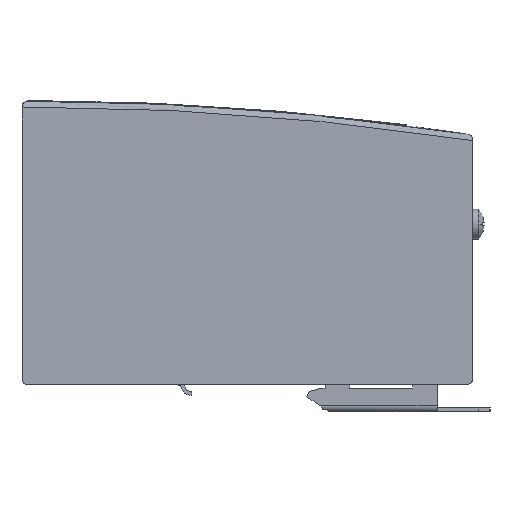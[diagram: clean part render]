
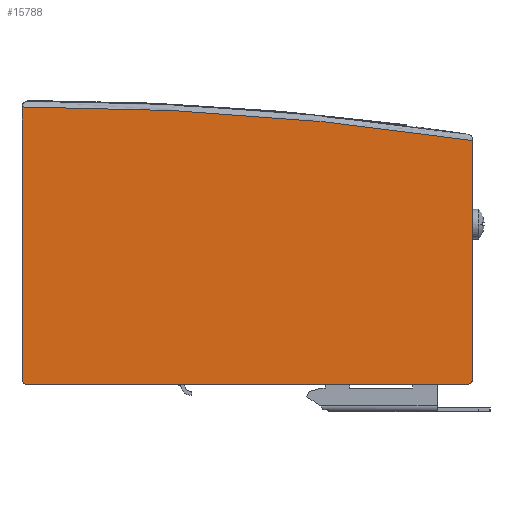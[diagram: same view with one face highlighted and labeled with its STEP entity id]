
A CAD part, left-side view. The second image highlights one B-rep face of the part: STEP entity #15788.
In plain terms, the highlighted planar face has unit normal (-1, 0, 0).
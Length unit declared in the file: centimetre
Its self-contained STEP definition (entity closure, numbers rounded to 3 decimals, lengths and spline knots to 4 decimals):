
#356=PLANE('',#20605);
#967=VECTOR('',#16698,1.);
#983=VECTOR('',#16746,1.);
#984=VECTOR('',#16748,1.);
#2645=LINE('',#22001,#967);
#2661=LINE('',#22144,#983);
#2662=LINE('',#22146,#984);
#4547=VERTEX_POINT('',#21971);
#4548=VERTEX_POINT('',#21972);
#4555=VERTEX_POINT('',#22002);
#4556=VERTEX_POINT('',#22004);
#4565=VERTEX_POINT('',#22124);
#4566=VERTEX_POINT('',#22125);
#6115=CIRCLE('',#20579,0.15);
#6120=CIRCLE('',#20586,79.85);
#6125=CIRCLE('',#20597,0.15);
#6628=EDGE_CURVE('',#4547,#4548,#6115,.T.);
#6637=EDGE_CURVE('',#4555,#4556,#6120,.T.);
#6654=EDGE_CURVE('',#4565,#4566,#6125,.T.);
#6664=EDGE_CURVE('',#4548,#4555,#2645,.T.);
#6665=EDGE_CURVE('',#4566,#4547,#2661,.T.);
#6666=EDGE_CURVE('',#4556,#4565,#2662,.T.);
#9110=ORIENTED_EDGE('',*,*,#6637,.F.);
#9111=ORIENTED_EDGE('',*,*,#6664,.F.);
#9112=ORIENTED_EDGE('',*,*,#6628,.F.);
#9113=ORIENTED_EDGE('',*,*,#6665,.F.);
#9114=ORIENTED_EDGE('',*,*,#6654,.F.);
#9115=ORIENTED_EDGE('',*,*,#6666,.F.);
#13888=EDGE_LOOP('',(#9110,#9111,#9112,#9113,#9114,#9115));
#14838=FACE_BOUND('',#13888,.T.);
#15788=ADVANCED_FACE('',(#14838),#356,.F.);
#16683=DIRECTION('',(1.,0.,0.));
#16684=DIRECTION('',(0.,0.106,-0.106));
#16698=DIRECTION('',(0.,0.,1.));
#16699=DIRECTION('',(1.,0.,0.));
#16700=DIRECTION('',(0.,-5.923,79.63));
#16728=DIRECTION('',(1.,0.,0.));
#16729=DIRECTION('',(0.,-0.106,-0.106));
#16746=DIRECTION('',(0.,1.,0.));
#16748=DIRECTION('',(0.,0.,-1.));
#16752=DIRECTION('',(1.,0.,0.));
#20579=AXIS2_PLACEMENT_3D('',#21970,#16683,#16684);
#20586=AXIS2_PLACEMENT_3D('',#22003,#16699,#16700);
#20597=AXIS2_PLACEMENT_3D('',#22123,#16728,#16729);
#20605=AXIS2_PLACEMENT_3D('',#22151,#16752,$);
#21970=CARTESIAN_POINT('',(-2.8,5.9,0.15));
#21971=CARTESIAN_POINT('',(-2.8,5.9,0.));
#21972=CARTESIAN_POINT('',(-2.8,6.05,0.15));
#22001=CARTESIAN_POINT('',(-2.8,6.05,0.));
#22002=CARTESIAN_POINT('',(-2.8,6.05,7.45));
#22003=CARTESIAN_POINT('',(-2.8,5.9169,-72.3999));
#22004=CARTESIAN_POINT('',(-2.8,-6.05,6.5483));
#22123=CARTESIAN_POINT('',(-2.8,-5.9,0.15));
#22124=CARTESIAN_POINT('',(-2.8,-6.05,0.15));
#22125=CARTESIAN_POINT('',(-2.8,-5.9,0.));
#22144=CARTESIAN_POINT('',(-2.8,-6.05,0.));
#22146=CARTESIAN_POINT('',(-2.8,-6.05,6.7));
#22151=CARTESIAN_POINT('',(-2.8,0.138,3.6279));
